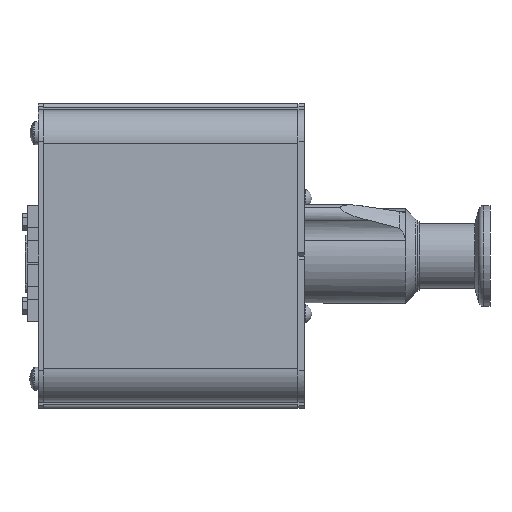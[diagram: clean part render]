
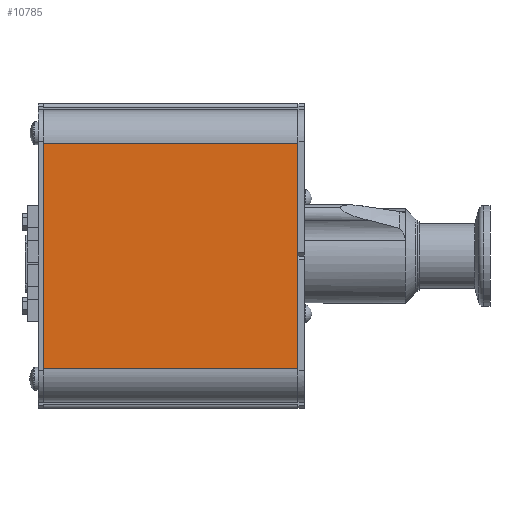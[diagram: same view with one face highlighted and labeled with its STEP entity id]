
A CAD part, left-side view. The second image highlights one B-rep face of the part: STEP entity #10785.
In plain terms, the highlighted planar face has unit normal (-1, 0, 0).
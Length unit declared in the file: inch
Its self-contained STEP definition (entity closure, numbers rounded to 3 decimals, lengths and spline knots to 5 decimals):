
#70 = DIRECTION ( 'NONE',  ( 0., 0., -1. ) ) ;
#282 = VECTOR ( 'NONE', #5269, 39.37008 ) ;
#409 = VECTOR ( 'NONE', #4716, 39.37008 ) ;
#805 = FACE_OUTER_BOUND ( 'NONE', #3816, .T. ) ;
#840 = EDGE_CURVE ( 'NONE', #7657, #7259, #12326, .T. ) ;
#1956 = CARTESIAN_POINT ( 'NONE',  ( -1.401, 2.822, 1.323 ) ) ;
#1972 = CARTESIAN_POINT ( 'NONE',  ( -1.401, 2.822, 1.323 ) ) ;
#2296 = CARTESIAN_POINT ( 'NONE',  ( -1.401, -0.163, -1.323 ) ) ;
#2764 = CARTESIAN_POINT ( 'NONE',  ( -1.401, -0.163, 1.323 ) ) ;
#2819 = LINE ( 'NONE', #11053, #10330 ) ;
#2875 = EDGE_CURVE ( 'NONE', #7259, #7597, #2956, .T. ) ;
#2956 = LINE ( 'NONE', #2764, #409 ) ;
#3450 = AXIS2_PLACEMENT_3D ( 'NONE', #1956, #5883, #70 ) ;
#3742 = EDGE_CURVE ( 'NONE', #12490, #7597, #9977, .T. ) ;
#3816 = EDGE_LOOP ( 'NONE', ( #5952, #9194, #4894, #4398 ) ) ;
#4398 = ORIENTED_EDGE ( 'NONE', *, *, #8461, .F. ) ;
#4716 = DIRECTION ( 'NONE',  ( 0., 0., 1. ) ) ;
#4894 = ORIENTED_EDGE ( 'NONE', *, *, #3742, .F. ) ;
#5269 = DIRECTION ( 'NONE',  ( 0., -1., 0. ) ) ;
#5883 = DIRECTION ( 'NONE',  ( 1., 0., 0. ) ) ;
#5952 = ORIENTED_EDGE ( 'NONE', *, *, #840, .T. ) ;
#6576 = CARTESIAN_POINT ( 'NONE',  ( -1.401, 2.822, 1.323 ) ) ;
#6597 = CARTESIAN_POINT ( 'NONE',  ( -1.401, -0.163, 1.323 ) ) ;
#7259 = VERTEX_POINT ( 'NONE', #2296 ) ;
#7369 = VECTOR ( 'NONE', #8791, 39.37008 ) ;
#7597 = VERTEX_POINT ( 'NONE', #6597 ) ;
#7655 = CARTESIAN_POINT ( 'NONE',  ( -1.401, 2.822, -1.323 ) ) ;
#7657 = VERTEX_POINT ( 'NONE', #8638 ) ;
#8461 = EDGE_CURVE ( 'NONE', #7657, #12490, #2819, .T. ) ;
#8638 = CARTESIAN_POINT ( 'NONE',  ( -1.401, 2.822, -1.323 ) ) ;
#8791 = DIRECTION ( 'NONE',  ( 0., -1., 0. ) ) ;
#9194 = ORIENTED_EDGE ( 'NONE', *, *, #2875, .T. ) ;
#9977 = LINE ( 'NONE', #1972, #7369 ) ;
#10074 = DIRECTION ( 'NONE',  ( 0., 0., 1. ) ) ;
#10330 = VECTOR ( 'NONE', #10074, 39.37008 ) ;
#10785 = ADVANCED_FACE ( 'NONE', ( #805 ), #11725, .F. ) ;
#11053 = CARTESIAN_POINT ( 'NONE',  ( -1.401, 2.822, 1.323 ) ) ;
#11725 = PLANE ( 'NONE',  #3450 ) ;
#12326 = LINE ( 'NONE', #7655, #282 ) ;
#12490 = VERTEX_POINT ( 'NONE', #6576 ) ;
